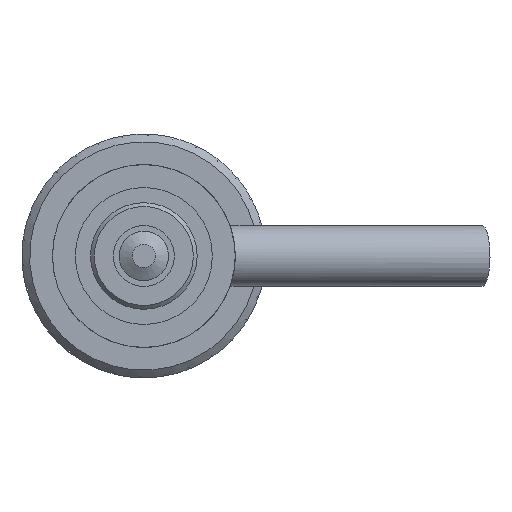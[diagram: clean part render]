
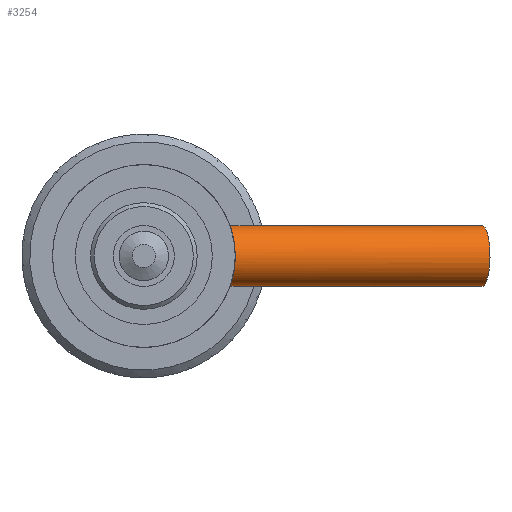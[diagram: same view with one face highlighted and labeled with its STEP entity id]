
A CAD part, left-side view. The second image highlights one B-rep face of the part: STEP entity #3254.
In plain terms, the highlighted cylindrical face has radius 4 mm (diameter 8 mm), a full revolution.
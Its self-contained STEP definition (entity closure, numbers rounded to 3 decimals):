
#622=B_SPLINE_CURVE_WITH_KNOTS('',3,(#4801,#4802,#4803,#4804,#4805,#4806,
#4807,#4808,#4809,#4810,#4811,#4812,#4813,#4814,#4815,#4816,#4817,#4818,
#4819,#4820,#4821,#4822,#4823,#4824,#4825,#4826,#4827,#4828,#4829,#4830,
#4831,#4832,#4833,#4834,#4835,#4836,#4837,#4838,#4839,#4840,#4841,#4842,
#4843,#4844,#4845,#4846,#4847,#4848,#4849,#4850,#4851,#4852,#4853,#4854,
#4855,#4856,#4857,#4858,#4859,#4860,#4861,#4862,#4863,#4864,#4865,#4866,
#4867,#4868,#4869,#4870),.UNSPECIFIED.,.T.,.F.,(4,3,3,3,3,3,3,3,3,3,3,3,
3,3,3,3,3,3,3,3,3,3,3,4),(0.,0.15,0.311,0.368,
0.5,0.625,0.696,0.838,
0.917,0.976,1.139,1.261,1.321,
1.458,1.564,1.626,1.768,1.858,
1.915,2.055,2.141,2.213,2.35,
2.474),.UNSPECIFIED.);
#630=CYLINDRICAL_SURFACE('',#3458,4.);
#806=FACE_BOUND('',#1070,.T.);
#868=FACE_OUTER_BOUND('',#1069,.T.);
#1069=EDGE_LOOP('',(#2211));
#1070=EDGE_LOOP('',(#2212));
#1291=CIRCLE('',#3459,4.);
#1417=VERTEX_POINT('',#4798);
#1418=VERTEX_POINT('',#4800);
#1737=EDGE_CURVE('',#1417,#1417,#1291,.T.);
#1738=EDGE_CURVE('',#1418,#1418,#622,.T.);
#2211=ORIENTED_EDGE('',*,*,#1737,.T.);
#2212=ORIENTED_EDGE('',*,*,#1738,.F.);
#3254=ADVANCED_FACE('',(#868,#806),#630,.T.);
#3458=AXIS2_PLACEMENT_3D('',#4797,#3807,#3808);
#3459=AXIS2_PLACEMENT_3D('',#4799,#3809,#3810);
#3807=DIRECTION('center_axis',(-0.259,0.966,0.));
#3808=DIRECTION('ref_axis',(-0.771,-0.207,0.603));
#3809=DIRECTION('center_axis',(-0.259,0.966,0.));
#3810=DIRECTION('ref_axis',(-0.582,-0.156,-0.798));
#4797=CARTESIAN_POINT('Origin',(-4.17,-27.04,0.));
#4798=CARTESIAN_POINT('',(-2.594,-45.253,2.411));
#4799=CARTESIAN_POINT('Origin',(0.489,-44.427,0.));
#4800=CARTESIAN_POINT('',(-8.384,-11.312,4.));
#4801=CARTESIAN_POINT('Ctrl Pts',(-8.384,-11.312,4.));
#4802=CARTESIAN_POINT('Ctrl Pts',(-7.883,-11.312,4.));
#4803=CARTESIAN_POINT('Ctrl Pts',(-7.353,-11.346,3.908));
#4804=CARTESIAN_POINT('Ctrl Pts',(-6.856,-11.405,3.727));
#4805=CARTESIAN_POINT('Ctrl Pts',(-6.324,-11.469,3.533));
#4806=CARTESIAN_POINT('Ctrl Pts',(-5.828,-11.56,3.237));
#4807=CARTESIAN_POINT('Ctrl Pts',(-5.425,-11.647,2.884));
#4808=CARTESIAN_POINT('Ctrl Pts',(-5.282,-11.678,2.759));
#4809=CARTESIAN_POINT('Ctrl Pts',(-5.148,-11.709,2.626));
#4810=CARTESIAN_POINT('Ctrl Pts',(-5.02,-11.74,2.48));
#4811=CARTESIAN_POINT('Ctrl Pts',(-4.726,-11.811,2.143));
#4812=CARTESIAN_POINT('Ctrl Pts',(-4.476,-11.879,1.744));
#4813=CARTESIAN_POINT('Ctrl Pts',(-4.308,-11.927,1.315));
#4814=CARTESIAN_POINT('Ctrl Pts',(-4.149,-11.972,0.906));
#4815=CARTESIAN_POINT('Ctrl Pts',(-4.065,-11.997,0.471));
#4816=CARTESIAN_POINT('Ctrl Pts',(-4.059,-11.999,0.051));
#4817=CARTESIAN_POINT('Ctrl Pts',(-4.056,-12.,-0.185));
#4818=CARTESIAN_POINT('Ctrl Pts',(-4.076,-11.994,-0.425));
#4819=CARTESIAN_POINT('Ctrl Pts',(-4.121,-11.98,-0.665));
#4820=CARTESIAN_POINT('Ctrl Pts',(-4.212,-11.954,-1.145));
#4821=CARTESIAN_POINT('Ctrl Pts',(-4.407,-11.897,-1.616));
#4822=CARTESIAN_POINT('Ctrl Pts',(-4.677,-11.826,-2.028));
#4823=CARTESIAN_POINT('Ctrl Pts',(-4.828,-11.786,-2.259));
#4824=CARTESIAN_POINT('Ctrl Pts',(-5.003,-11.743,-2.472));
#4825=CARTESIAN_POINT('Ctrl Pts',(-5.189,-11.7,-2.662));
#4826=CARTESIAN_POINT('Ctrl Pts',(-5.328,-11.668,-2.803));
#4827=CARTESIAN_POINT('Ctrl Pts',(-5.473,-11.636,-2.931));
#4828=CARTESIAN_POINT('Ctrl Pts',(-5.632,-11.604,-3.054));
#4829=CARTESIAN_POINT('Ctrl Pts',(-6.068,-11.515,-3.391));
#4830=CARTESIAN_POINT('Ctrl Pts',(-6.591,-11.428,-3.66));
#4831=CARTESIAN_POINT('Ctrl Pts',(-7.14,-11.374,-3.82));
#4832=CARTESIAN_POINT('Ctrl Pts',(-7.55,-11.334,-3.94));
#4833=CARTESIAN_POINT('Ctrl Pts',(-7.975,-11.313,-4.));
#4834=CARTESIAN_POINT('Ctrl Pts',(-8.38,-11.312,-4.));
#4835=CARTESIAN_POINT('Ctrl Pts',(-8.581,-11.312,-4.));
#4836=CARTESIAN_POINT('Ctrl Pts',(-8.787,-11.317,-3.986));
#4837=CARTESIAN_POINT('Ctrl Pts',(-8.993,-11.328,-3.956));
#4838=CARTESIAN_POINT('Ctrl Pts',(-9.462,-11.352,-3.887));
#4839=CARTESIAN_POINT('Ctrl Pts',(-9.93,-11.406,-3.732));
#4840=CARTESIAN_POINT('Ctrl Pts',(-10.345,-11.477,-3.5));
#4841=CARTESIAN_POINT('Ctrl Pts',(-10.668,-11.532,-3.319));
#4842=CARTESIAN_POINT('Ctrl Pts',(-10.96,-11.596,-3.093));
#4843=CARTESIAN_POINT('Ctrl Pts',(-11.205,-11.657,-2.843));
#4844=CARTESIAN_POINT('Ctrl Pts',(-11.346,-11.692,-2.699));
#4845=CARTESIAN_POINT('Ctrl Pts',(-11.479,-11.728,-2.54));
#4846=CARTESIAN_POINT('Ctrl Pts',(-11.6,-11.763,-2.368));
#4847=CARTESIAN_POINT('Ctrl Pts',(-11.881,-11.843,-1.971));
#4848=CARTESIAN_POINT('Ctrl Pts',(-12.094,-11.914,-1.505));
#4849=CARTESIAN_POINT('Ctrl Pts',(-12.215,-11.955,-1.022));
#4850=CARTESIAN_POINT('Ctrl Pts',(-12.293,-11.982,-0.714));
#4851=CARTESIAN_POINT('Ctrl Pts',(-12.333,-11.996,-0.399));
#4852=CARTESIAN_POINT('Ctrl Pts',(-12.34,-11.998,-0.095));
#4853=CARTESIAN_POINT('Ctrl Pts',(-12.344,-12.,0.098));
#4854=CARTESIAN_POINT('Ctrl Pts',(-12.336,-11.997,0.29));
#4855=CARTESIAN_POINT('Ctrl Pts',(-12.313,-11.989,0.486));
#4856=CARTESIAN_POINT('Ctrl Pts',(-12.258,-11.97,0.964));
#4857=CARTESIAN_POINT('Ctrl Pts',(-12.115,-11.919,1.449));
#4858=CARTESIAN_POINT('Ctrl Pts',(-11.893,-11.85,1.883));
#4859=CARTESIAN_POINT('Ctrl Pts',(-11.757,-11.808,2.151));
#4860=CARTESIAN_POINT('Ctrl Pts',(-11.591,-11.759,2.4));
#4861=CARTESIAN_POINT('Ctrl Pts',(-11.406,-11.709,2.621));
#4862=CARTESIAN_POINT('Ctrl Pts',(-11.251,-11.668,2.806));
#4863=CARTESIAN_POINT('Ctrl Pts',(-11.085,-11.626,2.97));
#4864=CARTESIAN_POINT('Ctrl Pts',(-10.897,-11.585,3.124));
#4865=CARTESIAN_POINT('Ctrl Pts',(-10.538,-11.506,3.418));
#4866=CARTESIAN_POINT('Ctrl Pts',(-10.109,-11.43,3.654));
#4867=CARTESIAN_POINT('Ctrl Pts',(-9.652,-11.381,3.802));
#4868=CARTESIAN_POINT('Ctrl Pts',(-9.237,-11.335,3.937));
#4869=CARTESIAN_POINT('Ctrl Pts',(-8.799,-11.312,4.));
#4870=CARTESIAN_POINT('Ctrl Pts',(-8.384,-11.312,4.));
